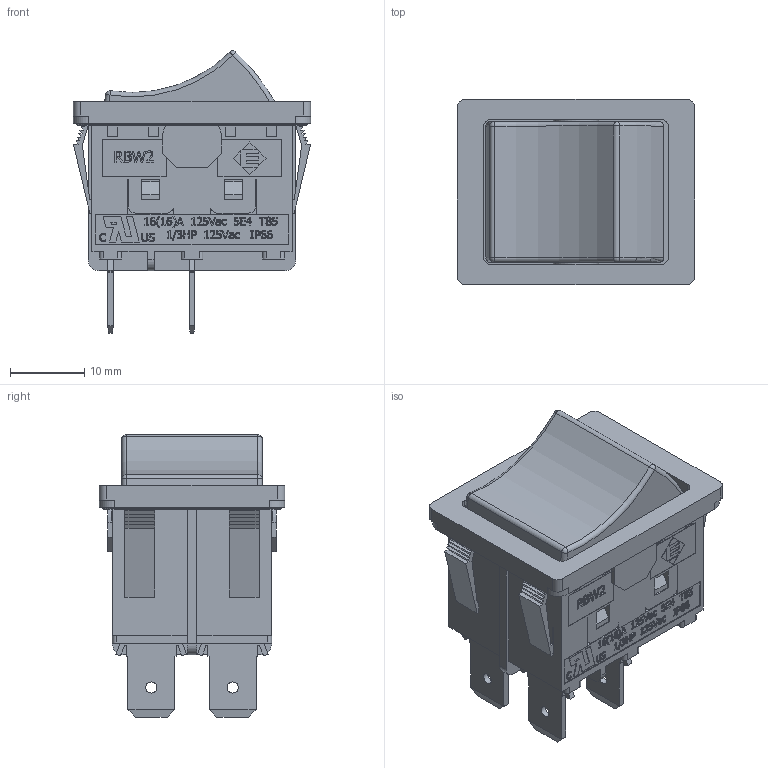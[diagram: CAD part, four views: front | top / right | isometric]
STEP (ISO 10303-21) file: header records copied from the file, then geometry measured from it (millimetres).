
FILE_DESCRIPTION((' '),'2;1');
FILE_NAME('RBW2AxxxxxxEF0.stp','2017-07-24T13:40:26',(' '),(' '),' ','ACIS',' ');
FILE_SCHEMA(('CONFIG_CONTROL_DESIGN'));
Length unit declared in the file: inch
Products named in the file (1): RBW2AxxxxxxEF0.stp
Bounding box: 32 x 25 x 38.09 mm (x, y, z)
Volume: 7534.2 mm3; surface area: 12639.2 mm2
Topology: 1 solids, 2 shells, 2412 faces, 6822 edges, 4516 vertices
Faces by surface type: plane 1642, bspline 616, cylinder 130, torus 18, sphere 4, cone 2
Full cylindrical faces by diameter (mm): 1.5 x4, 2.05 x1, 2.8 x2, 3.5 x2, 3.6 x2, 3.9 x2, 4.4 x2, 5.4 x2, 5.8 x2, 6.8 x1
Entity records: 80641 total; most frequent: CARTESIAN_POINT 21931, ORIENTED_EDGE 13588, DIRECTION 9482, EDGE_CURVE 6794, VECTOR 5220, LINE 5220, VERTEX_POINT 4510, EDGE_LOOP 2626
